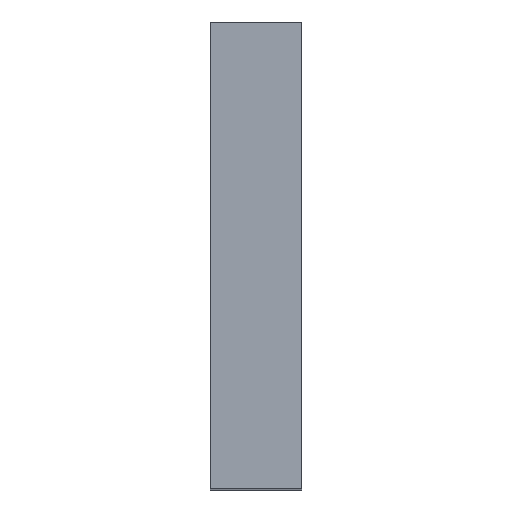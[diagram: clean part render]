
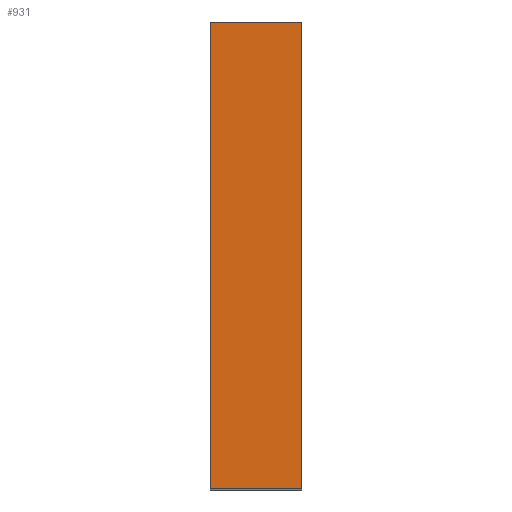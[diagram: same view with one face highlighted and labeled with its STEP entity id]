
A CAD part, top view. The second image highlights one B-rep face of the part: STEP entity #931.
In plain terms, the highlighted planar face has unit normal (0, 0, 1).
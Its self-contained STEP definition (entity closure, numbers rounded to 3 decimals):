
#31 = CARTESIAN_POINT ( 'NONE',  ( -94.3, -0.2, 22.75 ) ) ;
#45 = CARTESIAN_POINT ( 'NONE',  ( -94.3, -20.5, 22.75 ) ) ;
#61 = FACE_OUTER_BOUND ( 'NONE', #351, .T. ) ;
#101 = LINE ( 'NONE', #402, #243 ) ;
#124 = EDGE_CURVE ( 'NONE', #891, #515, #442, .T. ) ;
#145 = VERTEX_POINT ( 'NONE', #612 ) ;
#175 = DIRECTION ( 'NONE',  ( 0., -1., 0. ) ) ;
#238 = ORIENTED_EDGE ( 'NONE', *, *, #337, .T. ) ;
#243 = VECTOR ( 'NONE', #175, 1000. ) ;
#269 = ORIENTED_EDGE ( 'NONE', *, *, #483, .F. ) ;
#337 = EDGE_CURVE ( 'NONE', #592, #891, #338, .T. ) ;
#338 = LINE ( 'NONE', #413, #672 ) ;
#348 = ORIENTED_EDGE ( 'NONE', *, *, #367, .F. ) ;
#351 = EDGE_LOOP ( 'NONE', ( #348, #269, #238, #1029 ) ) ;
#367 = EDGE_CURVE ( 'NONE', #145, #515, #101, .T. ) ;
#369 = DIRECTION ( 'NONE',  ( 1., 0., 0. ) ) ;
#402 = CARTESIAN_POINT ( 'NONE',  ( -90.3, -20.5, 22.75 ) ) ;
#405 = LINE ( 'NONE', #952, #935 ) ;
#413 = CARTESIAN_POINT ( 'NONE',  ( -94.3, -20.5, 22.75 ) ) ;
#442 = LINE ( 'NONE', #45, #492 ) ;
#483 = EDGE_CURVE ( 'NONE', #592, #145, #405, .T. ) ;
#492 = VECTOR ( 'NONE', #369, 1000. ) ;
#515 = VERTEX_POINT ( 'NONE', #881 ) ;
#549 = DIRECTION ( 'NONE',  ( 0., 0., -1. ) ) ;
#592 = VERTEX_POINT ( 'NONE', #31 ) ;
#612 = CARTESIAN_POINT ( 'NONE',  ( -90.3, -0.2, 22.75 ) ) ;
#654 = DIRECTION ( 'NONE',  ( 0., -1., 0. ) ) ;
#672 = VECTOR ( 'NONE', #654, 1000. ) ;
#718 = DIRECTION ( 'NONE',  ( 1., 0., 0. ) ) ;
#789 = AXIS2_PLACEMENT_3D ( 'NONE', #946, #549, #871 ) ;
#871 = DIRECTION ( 'NONE',  ( 1., 0., 0. ) ) ;
#881 = CARTESIAN_POINT ( 'NONE',  ( -90.3, -20.5, 22.75 ) ) ;
#891 = VERTEX_POINT ( 'NONE', #940 ) ;
#931 = ADVANCED_FACE ( 'NONE', ( #61 ), #1026, .F. ) ;
#935 = VECTOR ( 'NONE', #718, 1000. ) ;
#940 = CARTESIAN_POINT ( 'NONE',  ( -94.3, -20.5, 22.75 ) ) ;
#946 = CARTESIAN_POINT ( 'NONE',  ( -94.3, -20.5, 22.75 ) ) ;
#952 = CARTESIAN_POINT ( 'NONE',  ( -94.3, -0.2, 22.75 ) ) ;
#1026 = PLANE ( 'NONE',  #789 ) ;
#1029 = ORIENTED_EDGE ( 'NONE', *, *, #124, .T. ) ;
